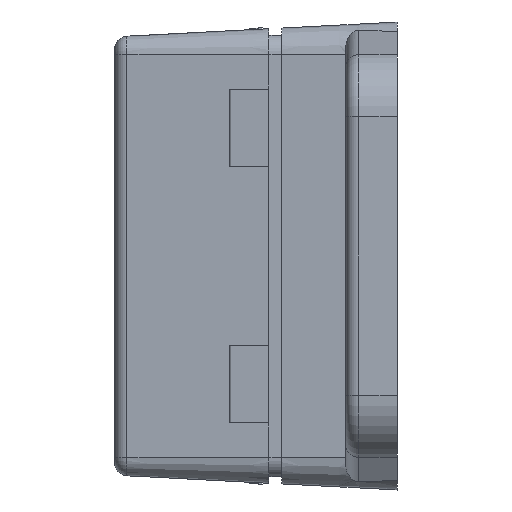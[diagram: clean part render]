
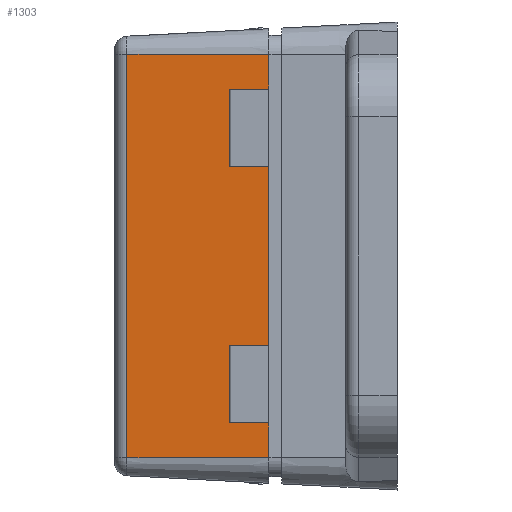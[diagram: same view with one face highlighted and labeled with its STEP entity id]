
A CAD part, left-side view. The second image highlights one B-rep face of the part: STEP entity #1303.
In plain terms, the highlighted planar face has unit normal (-0.999, 0.052, 0).
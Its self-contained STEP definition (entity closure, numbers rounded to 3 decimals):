
#156 = ORIENTED_EDGE ( 'NONE', *, *, #1258, .T. ) ;
#158 = ORIENTED_EDGE ( 'NONE', *, *, #1282, .T. ) ;
#159 = ORIENTED_EDGE ( 'NONE', *, *, #1281, .T. ) ;
#160 = ORIENTED_EDGE ( 'NONE', *, *, #1283, .T. ) ;
#161 = ORIENTED_EDGE ( 'NONE', *, *, #1280, .T. ) ;
#162 = ORIENTED_EDGE ( 'NONE', *, *, #1284, .T. ) ;
#163 = ORIENTED_EDGE ( 'NONE', *, *, #1286, .F. ) ;
#164 = ORIENTED_EDGE ( 'NONE', *, *, #1285, .T. ) ;
#165 = ORIENTED_EDGE ( 'NONE', *, *, #1287, .T. ) ;
#166 = ORIENTED_EDGE ( 'NONE', *, *, #1288, .F. ) ;
#167 = ORIENTED_EDGE ( 'NONE', *, *, #1289, .F. ) ;
#168 = ORIENTED_EDGE ( 'NONE', *, *, #1290, .F. ) ;
#193 = VERTEX_POINT ( 'NONE', #1098 ) ;
#195 = VERTEX_POINT ( 'NONE', #1100 ) ;
#198 = VERTEX_POINT ( 'NONE', #1103 ) ;
#214 = VERTEX_POINT ( 'NONE', #1119 ) ;
#215 = VERTEX_POINT ( 'NONE', #1120 ) ;
#216 = VERTEX_POINT ( 'NONE', #1121 ) ;
#217 = VERTEX_POINT ( 'NONE', #1122 ) ;
#218 = VERTEX_POINT ( 'NONE', #1123 ) ;
#219 = VERTEX_POINT ( 'NONE', #1124 ) ;
#220 = VERTEX_POINT ( 'NONE', #1125 ) ;
#221 = VERTEX_POINT ( 'NONE', #1126 ) ;
#222 = VERTEX_POINT ( 'NONE', #1127 ) ;
#514 = EDGE_LOOP ( 'NONE', ( #156, #159, #158, #160, #161, #162, #164, #163, #165, #166, #167, #168 ) ) ;
#1098 = CARTESIAN_POINT ( 'NONE',  ( -25., 10., 7. ) ) ;
#1100 = CARTESIAN_POINT ( 'NONE',  ( -25., 10., -7. ) ) ;
#1103 = CARTESIAN_POINT ( 'NONE',  ( -25., 10., 13. ) ) ;
#1119 = CARTESIAN_POINT ( 'NONE',  ( -25., 10., 15.7 ) ) ;
#1120 = CARTESIAN_POINT ( 'NONE',  ( -24.84, 13.061, 7. ) ) ;
#1121 = CARTESIAN_POINT ( 'NONE',  ( -24.84, 13.061, 13. ) ) ;
#1122 = CARTESIAN_POINT ( 'NONE',  ( -24.421, 21.052, 15.7 ) ) ;
#1123 = CARTESIAN_POINT ( 'NONE',  ( -24.421, 21.052, -15.7 ) ) ;
#1124 = CARTESIAN_POINT ( 'NONE',  ( -25., 10., -15.7 ) ) ;
#1125 = CARTESIAN_POINT ( 'NONE',  ( -25., 10., -13. ) ) ;
#1126 = CARTESIAN_POINT ( 'NONE',  ( -24.84, 13.061, -13. ) ) ;
#1127 = CARTESIAN_POINT ( 'NONE',  ( -24.84, 13.061, -7. ) ) ;
#1258 = EDGE_CURVE ( 'NONE', #195, #193, #2134, .T. ) ;
#1280 = EDGE_CURVE ( 'NONE', #198, #214, #2200, .T. ) ;
#1281 = EDGE_CURVE ( 'NONE', #193, #215, #2203, .T. ) ;
#1282 = EDGE_CURVE ( 'NONE', #215, #216, #2206, .T. ) ;
#1283 = EDGE_CURVE ( 'NONE', #216, #198, #2209, .T. ) ;
#1284 = EDGE_CURVE ( 'NONE', #214, #217, #2212, .T. ) ;
#1285 = EDGE_CURVE ( 'NONE', #217, #218, #2215, .T. ) ;
#1286 = EDGE_CURVE ( 'NONE', #219, #218, #2218, .T. ) ;
#1287 = EDGE_CURVE ( 'NONE', #219, #220, #2221, .T. ) ;
#1288 = EDGE_CURVE ( 'NONE', #221, #220, #2224, .T. ) ;
#1289 = EDGE_CURVE ( 'NONE', #222, #221, #2227, .T. ) ;
#1290 = EDGE_CURVE ( 'NONE', #195, #222, #2230, .T. ) ;
#1303 = ADVANCED_FACE ( 'NONE', ( #3543 ), #2271, .T. ) ;
#2134 = LINE ( 'NONE', #2135, #3396 ) ;
#2135 = CARTESIAN_POINT ( 'NONE',  ( -25., 10., -17.7 ) ) ;
#2136 = DIRECTION ( 'NONE',  ( 0., 0., 1. ) ) ;
#2200 = LINE ( 'NONE', #2201, #3465 ) ;
#2201 = CARTESIAN_POINT ( 'NONE',  ( -25., 10., -17.7 ) ) ;
#2202 = DIRECTION ( 'NONE',  ( 0., 0., 1. ) ) ;
#2203 = LINE ( 'NONE', #2204, #3469 ) ;
#2204 = CARTESIAN_POINT ( 'NONE',  ( -25.075, 8.567, 7. ) ) ;
#2205 = DIRECTION ( 'NONE',  ( 0.052, 0.999, 0. ) ) ;
#2206 = LINE ( 'NONE', #2207, #3472 ) ;
#2207 = CARTESIAN_POINT ( 'NONE',  ( -24.84, 13.061, 13. ) ) ;
#2208 = DIRECTION ( 'NONE',  ( 0., 0., 1. ) ) ;
#2209 = LINE ( 'NONE', #2210, #3475 ) ;
#2210 = CARTESIAN_POINT ( 'NONE',  ( -25.075, 8.567, 13. ) ) ;
#2211 = DIRECTION ( 'NONE',  ( -0.052, -0.999, 0. ) ) ;
#2212 = LINE ( 'NONE', #2213, #3479 ) ;
#2213 = CARTESIAN_POINT ( 'NONE',  ( -25., 10., 15.7 ) ) ;
#2214 = DIRECTION ( 'NONE',  ( 0.052, 0.999, 0. ) ) ;
#2215 = LINE ( 'NONE', #2216, #3482 ) ;
#2216 = CARTESIAN_POINT ( 'NONE',  ( -24.421, 21.052, -17.7 ) ) ;
#2217 = DIRECTION ( 'NONE',  ( 0., 0., -1. ) ) ;
#2218 = LINE ( 'NONE', #2219, #3485 ) ;
#2219 = CARTESIAN_POINT ( 'NONE',  ( -25., 10., -15.7 ) ) ;
#2220 = DIRECTION ( 'NONE',  ( 0.052, 0.999, 0. ) ) ;
#2221 = LINE ( 'NONE', #2222, #3488 ) ;
#2222 = CARTESIAN_POINT ( 'NONE',  ( -25., 10., -17.7 ) ) ;
#2223 = DIRECTION ( 'NONE',  ( 0., 0., 1. ) ) ;
#2224 = LINE ( 'NONE', #2225, #3492 ) ;
#2225 = CARTESIAN_POINT ( 'NONE',  ( -25.075, 8.567, -13. ) ) ;
#2226 = DIRECTION ( 'NONE',  ( -0.052, -0.999, 0. ) ) ;
#2227 = LINE ( 'NONE', #2228, #3495 ) ;
#2228 = CARTESIAN_POINT ( 'NONE',  ( -24.84, 13.061, -13. ) ) ;
#2229 = DIRECTION ( 'NONE',  ( 0., 0., -1. ) ) ;
#2230 = LINE ( 'NONE', #2231, #3499 ) ;
#2231 = CARTESIAN_POINT ( 'NONE',  ( -25.075, 8.567, -7. ) ) ;
#2232 = DIRECTION ( 'NONE',  ( 0.052, 0.999, 0. ) ) ;
#2271 = PLANE ( 'NONE',  #3178 ) ;
#2272 = CARTESIAN_POINT ( 'NONE',  ( -25., 10., -17.7 ) ) ;
#2273 = DIRECTION ( 'NONE',  ( -0.999, 0.052, 0. ) ) ;
#2274 = DIRECTION ( 'NONE',  ( -0.052, -0.999, 0. ) ) ;
#3178 = AXIS2_PLACEMENT_3D ( 'NONE', #2272, #2273, #2274 ) ;
#3396 = VECTOR ( 'NONE', #2136, 1000. ) ;
#3465 = VECTOR ( 'NONE', #2202, 1000. ) ;
#3469 = VECTOR ( 'NONE', #2205, 1000. ) ;
#3472 = VECTOR ( 'NONE', #2208, 1000. ) ;
#3475 = VECTOR ( 'NONE', #2211, 1000. ) ;
#3479 = VECTOR ( 'NONE', #2214, 1000. ) ;
#3482 = VECTOR ( 'NONE', #2217, 1000. ) ;
#3485 = VECTOR ( 'NONE', #2220, 1000. ) ;
#3488 = VECTOR ( 'NONE', #2223, 1000. ) ;
#3492 = VECTOR ( 'NONE', #2226, 1000. ) ;
#3495 = VECTOR ( 'NONE', #2229, 1000. ) ;
#3499 = VECTOR ( 'NONE', #2232, 1000. ) ;
#3543 = FACE_OUTER_BOUND ( 'NONE', #514, .T. ) ;
